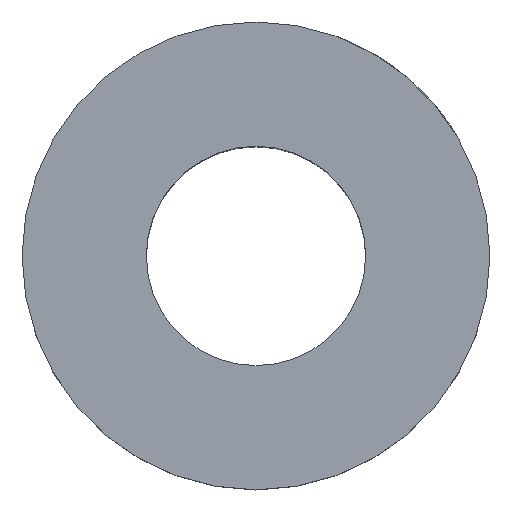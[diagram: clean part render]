
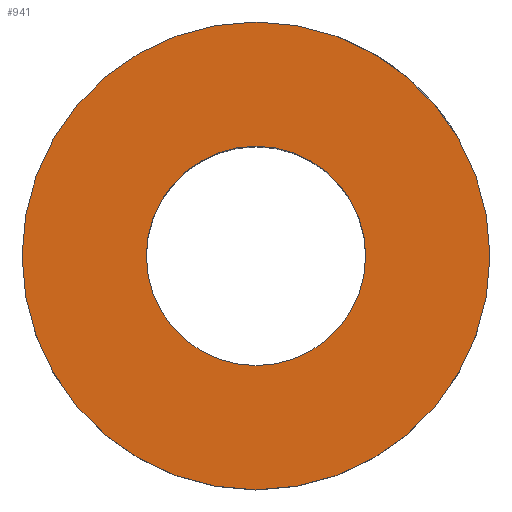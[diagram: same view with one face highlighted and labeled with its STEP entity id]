
A CAD part, top view. The second image highlights one B-rep face of the part: STEP entity #941.
In plain terms, the highlighted planar face has unit normal (0, 0, 1).
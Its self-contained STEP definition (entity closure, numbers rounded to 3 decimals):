
#185=CARTESIAN_POINT('',(48.053,17.473,78.0));
#186=VERTEX_POINT('',#185);
#202=CARTESIAN_POINT('',(-47.947,17.473,78.0));
#203=VERTEX_POINT('',#202);
#210=CARTESIAN_POINT('',(0.053,17.473,78.0));
#211=DIRECTION('',(0.0,0.0,-1.0));
#212=DIRECTION('',(1.0,0.0,0.0));
#213=AXIS2_PLACEMENT_3D('',#210,#211,#212);
#214=CIRCLE('',#213,48.0);
#215=EDGE_CURVE('',#203,#186,#214,.T.);
#303=CARTESIAN_POINT('',(22.553,17.473,78.0));
#304=VERTEX_POINT('',#303);
#313=CARTESIAN_POINT('',(-22.447,17.473,78.0));
#314=VERTEX_POINT('',#313);
#315=CARTESIAN_POINT('',(0.053,17.473,78.0));
#316=DIRECTION('',(0.0,0.0,-1.0));
#317=DIRECTION('',(1.0,0.0,0.0));
#318=AXIS2_PLACEMENT_3D('',#315,#316,#317);
#319=CIRCLE('',#318,22.5);
#320=EDGE_CURVE('',#314,#304,#319,.T.);
#874=CARTESIAN_POINT('',(0.053,17.473,78.0));
#875=DIRECTION('',(0.0,0.0,-1.0));
#876=DIRECTION('',(1.0,0.0,0.0));
#877=AXIS2_PLACEMENT_3D('',#874,#875,#876);
#878=CIRCLE('',#877,22.5);
#879=EDGE_CURVE('',#304,#314,#878,.T.);
#916=CARTESIAN_POINT('',(0.053,17.473,78.0));
#917=DIRECTION('',(0.0,0.0,-1.0));
#918=DIRECTION('',(1.0,0.0,0.0));
#919=AXIS2_PLACEMENT_3D('',#916,#917,#918);
#920=CIRCLE('',#919,48.0);
#921=EDGE_CURVE('',#186,#203,#920,.T.);
#928=CARTESIAN_POINT('',(48.053,17.473,78.0));
#929=DIRECTION('',(0.0,0.0,1.0));
#930=DIRECTION('',(1.0,0.0,0.0));
#931=AXIS2_PLACEMENT_3D('',#928,#929,#930);
#932=PLANE('',#931);
#933=ORIENTED_EDGE('',*,*,#921,.F.);
#934=ORIENTED_EDGE('',*,*,#215,.F.);
#935=EDGE_LOOP('',(#933,#934));
#936=FACE_OUTER_BOUND('',#935,.T.);
#937=ORIENTED_EDGE('',*,*,#320,.T.);
#938=ORIENTED_EDGE('',*,*,#879,.T.);
#939=EDGE_LOOP('',(#937,#938));
#940=FACE_BOUND('',#939,.T.);
#941=ADVANCED_FACE('',(#936,#940),#932,.T.);
